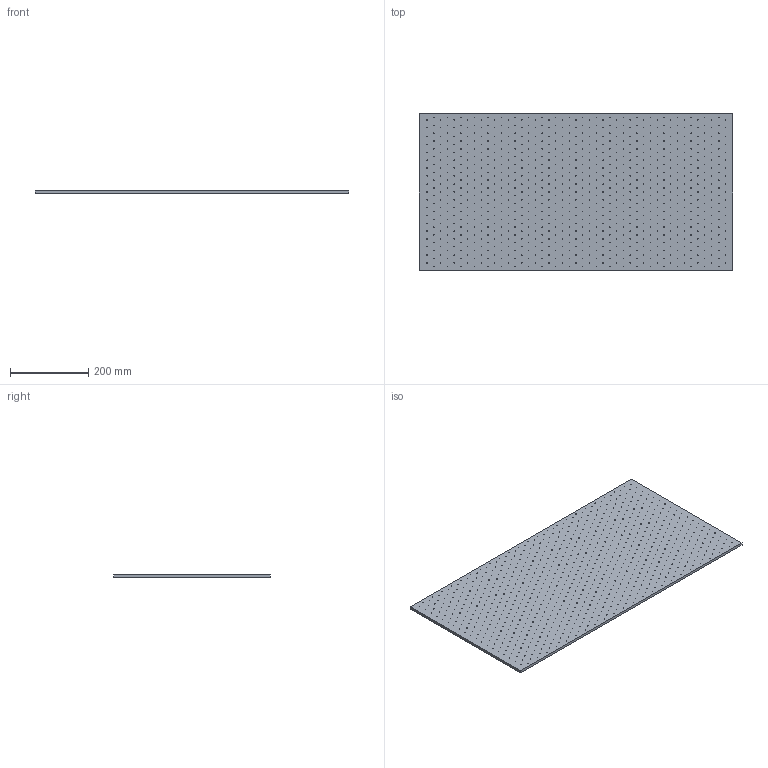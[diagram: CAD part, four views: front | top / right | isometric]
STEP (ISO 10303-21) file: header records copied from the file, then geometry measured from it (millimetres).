
FILE_DESCRIPTION(('STEP AP203'), '1');
FILE_NAME('AirHockey', '', ('UNSPECIFIED'), ('UNSPECIFIED'), 'C3D Converter', 'C3D Toolkit', '');
FILE_SCHEMA(('CONFIG_CONTROL_DESIGN'));
Length unit declared in the file: millimetre
Bounding box: 800 x 400 x 7 mm (x, y, z)
Volume: 2235158.3 mm3; surface area: 674743.2 mm2
Topology: 1 solids, 1 shells, 929 faces, 2781 edges, 1854 vertices
Faces by surface type: cylinder 923, plane 6
Full cylindrical faces by diameter (mm): 1 x831
Entity records: 39281 total; most frequent: DIRECTION 5656, CARTESIAN_POINT 4734, ORIENTED_EDGE 3900, EDGE_LOOP 3514, AXIS2_PLACEMENT_3D 2776, EDGE_CURVE 1950, VERTEX_POINT 1854, FACE_BOUND 1852
